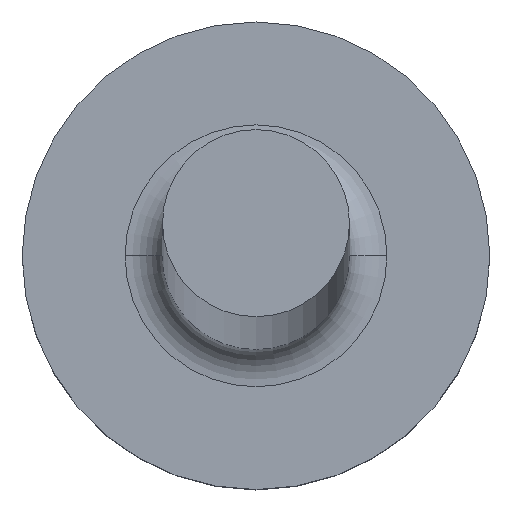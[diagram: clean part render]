
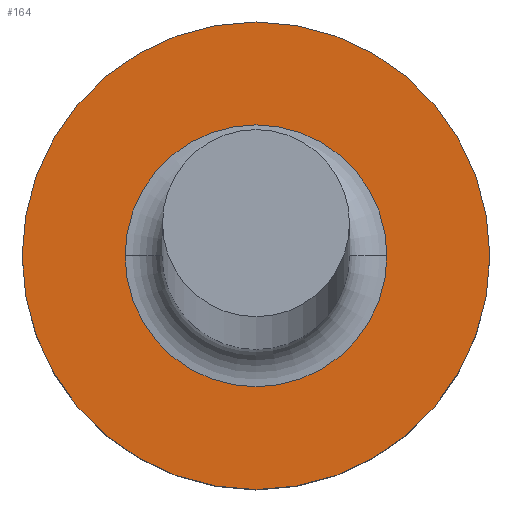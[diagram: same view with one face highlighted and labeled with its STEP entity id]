
A CAD part, top view. The second image highlights one B-rep face of the part: STEP entity #164.
In plain terms, the highlighted planar face has unit normal (0, 0, 1).
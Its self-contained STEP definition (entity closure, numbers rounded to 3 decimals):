
#2 = DIRECTION ( 'NONE',  ( 0., 0., 1. ) ) ;
#5 = CARTESIAN_POINT ( 'NONE',  ( 0., 0., 1.2 ) ) ;
#7 = EDGE_CURVE ( 'NONE', #23, #226, #172, .T. ) ;
#9 = AXIS2_PLACEMENT_3D ( 'NONE', #5, #2, #193 ) ;
#11 = ORIENTED_EDGE ( 'NONE', *, *, #243, .T. ) ;
#23 = VERTEX_POINT ( 'NONE', #186 ) ;
#27 = AXIS2_PLACEMENT_3D ( 'NONE', #190, #32, #237 ) ;
#32 = DIRECTION ( 'NONE',  ( 0., 0., -1. ) ) ;
#34 = FACE_OUTER_BOUND ( 'NONE', #120, .T. ) ;
#47 = EDGE_LOOP ( 'NONE', ( #11, #113 ) ) ;
#49 = CARTESIAN_POINT ( 'NONE',  ( 0.7, 0., 1.2 ) ) ;
#63 = DIRECTION ( 'NONE',  ( 0., 0., 1. ) ) ;
#70 = CARTESIAN_POINT ( 'NONE',  ( -0.7, 0., 1.2 ) ) ;
#98 = DIRECTION ( 'NONE',  ( 1., 0., 0. ) ) ;
#106 = CIRCLE ( 'NONE', #27, 0.7 ) ;
#111 = AXIS2_PLACEMENT_3D ( 'NONE', #184, #63, #250 ) ;
#113 = ORIENTED_EDGE ( 'NONE', *, *, #174, .T. ) ;
#114 = CIRCLE ( 'NONE', #9, 1.25 ) ;
#120 = EDGE_LOOP ( 'NONE', ( #154, #293 ) ) ;
#128 = AXIS2_PLACEMENT_3D ( 'NONE', #217, #191, #98 ) ;
#129 = VERTEX_POINT ( 'NONE', #49 ) ;
#141 = VERTEX_POINT ( 'NONE', #70 ) ;
#154 = ORIENTED_EDGE ( 'NONE', *, *, #7, .T. ) ;
#163 = DIRECTION ( 'NONE',  ( 1., 0., 0. ) ) ;
#164 = ADVANCED_FACE ( 'NONE', ( #165, #34 ), #264, .T. ) ;
#165 = FACE_BOUND ( 'NONE', #47, .T. ) ;
#168 = CIRCLE ( 'NONE', #211, 0.7 ) ;
#172 = CIRCLE ( 'NONE', #111, 1.25 ) ;
#174 = EDGE_CURVE ( 'NONE', #141, #129, #106, .T. ) ;
#184 = CARTESIAN_POINT ( 'NONE',  ( 0., 0., 1.2 ) ) ;
#186 = CARTESIAN_POINT ( 'NONE',  ( -1.25, 0., 1.2 ) ) ;
#190 = CARTESIAN_POINT ( 'NONE',  ( 0., 0., 1.2 ) ) ;
#191 = DIRECTION ( 'NONE',  ( 0., 0., 1. ) ) ;
#193 = DIRECTION ( 'NONE',  ( 1., 0., 0. ) ) ;
#197 = EDGE_CURVE ( 'NONE', #226, #23, #114, .T. ) ;
#211 = AXIS2_PLACEMENT_3D ( 'NONE', #261, #260, #163 ) ;
#217 = CARTESIAN_POINT ( 'NONE',  ( 0., 0., 1.2 ) ) ;
#226 = VERTEX_POINT ( 'NONE', #242 ) ;
#237 = DIRECTION ( 'NONE',  ( 1., 0., 0. ) ) ;
#242 = CARTESIAN_POINT ( 'NONE',  ( 1.25, 0., 1.2 ) ) ;
#243 = EDGE_CURVE ( 'NONE', #129, #141, #168, .T. ) ;
#250 = DIRECTION ( 'NONE',  ( 1., 0., 0. ) ) ;
#260 = DIRECTION ( 'NONE',  ( 0., 0., -1. ) ) ;
#261 = CARTESIAN_POINT ( 'NONE',  ( 0., 0., 1.2 ) ) ;
#264 = PLANE ( 'NONE',  #128 ) ;
#293 = ORIENTED_EDGE ( 'NONE', *, *, #197, .T. ) ;
